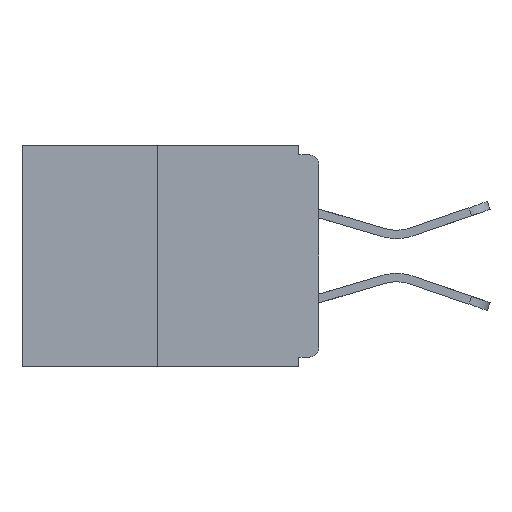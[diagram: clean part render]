
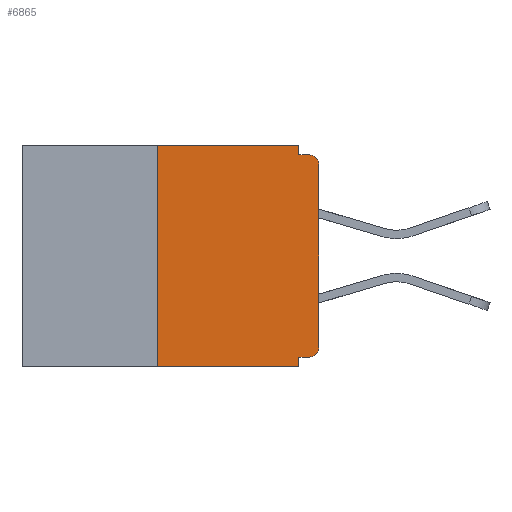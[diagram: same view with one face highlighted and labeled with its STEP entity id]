
A CAD part, left-side view. The second image highlights one B-rep face of the part: STEP entity #6865.
In plain terms, the highlighted planar face has unit normal (-1, 0, 0).
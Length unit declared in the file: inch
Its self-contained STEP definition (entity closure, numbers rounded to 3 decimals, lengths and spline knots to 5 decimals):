
#58 = VECTOR ( 'NONE', #2789, 39.37008 ) ;
#262 = AXIS2_PLACEMENT_3D ( 'NONE', #6554, #10209, #8596 ) ;
#276 = LINE ( 'NONE', #3924, #11244 ) ;
#338 = DIRECTION ( 'NONE',  ( 0., -1., 0. ) ) ;
#398 = ORIENTED_EDGE ( 'NONE', *, *, #5398, .F. ) ;
#491 = CARTESIAN_POINT ( 'NONE',  ( 0., 0.25, 0. ) ) ;
#668 = EDGE_CURVE ( 'NONE', #923, #3456, #8742, .T. ) ;
#678 = EDGE_CURVE ( 'NONE', #7968, #8547, #5390, .T. ) ;
#876 = CARTESIAN_POINT ( 'NONE',  ( 0., 0.25, 0. ) ) ;
#923 = VERTEX_POINT ( 'NONE', #1311 ) ;
#1137 = EDGE_CURVE ( 'NONE', #923, #11165, #4592, .T. ) ;
#1254 = CARTESIAN_POINT ( 'NONE',  ( 0., 0., 0. ) ) ;
#1262 = VERTEX_POINT ( 'NONE', #3888 ) ;
#1311 = CARTESIAN_POINT ( 'NONE',  ( 0., 0.25, -0.343 ) ) ;
#1512 = ORIENTED_EDGE ( 'NONE', *, *, #4792, .T. ) ;
#1531 = ORIENTED_EDGE ( 'NONE', *, *, #1137, .T. ) ;
#1542 = ORIENTED_EDGE ( 'NONE', *, *, #4828, .F. ) ;
#1659 = ORIENTED_EDGE ( 'NONE', *, *, #4166, .T. ) ;
#1661 = CARTESIAN_POINT ( 'NONE',  ( 0., 0.031, 0. ) ) ;
#1781 = ORIENTED_EDGE ( 'NONE', *, *, #5731, .F. ) ;
#2028 = LINE ( 'NONE', #1254, #9856 ) ;
#2140 = LINE ( 'NONE', #8422, #10821 ) ;
#2207 = CARTESIAN_POINT ( 'NONE',  ( 0., 0., -0.03 ) ) ;
#2412 = DIRECTION ( 'NONE',  ( 0., 0., -1. ) ) ;
#2498 = ORIENTED_EDGE ( 'NONE', *, *, #6111, .T. ) ;
#2526 = PLANE ( 'NONE',  #6958 ) ;
#2539 = VECTOR ( 'NONE', #4808, 39.37008 ) ;
#2789 = DIRECTION ( 'NONE',  ( 0., -1., 0. ) ) ;
#2812 = DIRECTION ( 'NONE',  ( -1., 0., 0. ) ) ;
#3126 = VECTOR ( 'NONE', #8193, 39.37008 ) ;
#3277 = EDGE_CURVE ( 'NONE', #6893, #9079, #276, .T. ) ;
#3426 = FACE_OUTER_BOUND ( 'NONE', #4560, .T. ) ;
#3456 = VERTEX_POINT ( 'NONE', #876 ) ;
#3678 = CARTESIAN_POINT ( 'NONE',  ( 0., 0.46, -0.343 ) ) ;
#3681 = VECTOR ( 'NONE', #4149, 39.37008 ) ;
#3870 = VECTOR ( 'NONE', #2412, 39.37008 ) ;
#3888 = CARTESIAN_POINT ( 'NONE',  ( 0., 0., -0.313 ) ) ;
#3924 = CARTESIAN_POINT ( 'NONE',  ( 0., 0.031, 0. ) ) ;
#3998 = CARTESIAN_POINT ( 'NONE',  ( 0., 0.031, -0.328 ) ) ;
#4149 = DIRECTION ( 'NONE',  ( 0., 0., 1. ) ) ;
#4166 = EDGE_CURVE ( 'NONE', #7968, #1262, #4892, .T. ) ;
#4237 = VERTEX_POINT ( 'NONE', #7291 ) ;
#4327 = LINE ( 'NONE', #10838, #3870 ) ;
#4379 = CARTESIAN_POINT ( 'NONE',  ( 0., 0., -0.328 ) ) ;
#4560 = EDGE_LOOP ( 'NONE', ( #1781, #5416, #1531, #398, #6598, #1659, #1512, #2498, #1542, #7323 ) ) ;
#4592 = LINE ( 'NONE', #3678, #58 ) ;
#4792 = EDGE_CURVE ( 'NONE', #1262, #4899, #2028, .T. ) ;
#4808 = DIRECTION ( 'NONE',  ( 0., -1., 0. ) ) ;
#4828 = EDGE_CURVE ( 'NONE', #9079, #4237, #2140, .T. ) ;
#4892 = CIRCLE ( 'NONE', #7788, 0.015 ) ;
#4899 = VERTEX_POINT ( 'NONE', #2207 ) ;
#4970 = DIRECTION ( 'NONE',  ( 0., 0., -1. ) ) ;
#5252 = CARTESIAN_POINT ( 'NONE',  ( 0., 0.031, -0.015 ) ) ;
#5390 = LINE ( 'NONE', #4379, #3126 ) ;
#5398 = EDGE_CURVE ( 'NONE', #8547, #11165, #4327, .T. ) ;
#5416 = ORIENTED_EDGE ( 'NONE', *, *, #668, .F. ) ;
#5638 = CIRCLE ( 'NONE', #262, 0.015 ) ;
#5731 = EDGE_CURVE ( 'NONE', #3456, #6893, #8614, .T. ) ;
#6111 = EDGE_CURVE ( 'NONE', #4899, #4237, #5638, .T. ) ;
#6554 = CARTESIAN_POINT ( 'NONE',  ( 0., 0.015, -0.03 ) ) ;
#6598 = ORIENTED_EDGE ( 'NONE', *, *, #678, .F. ) ;
#6865 = ADVANCED_FACE ( 'NONE', ( #3426 ), #2526, .F. ) ;
#6893 = VERTEX_POINT ( 'NONE', #1661 ) ;
#6958 = AXIS2_PLACEMENT_3D ( 'NONE', #7133, #7020, #7085 ) ;
#7020 = DIRECTION ( 'NONE',  ( 1., 0., 0. ) ) ;
#7085 = DIRECTION ( 'NONE',  ( 0., 0., -1. ) ) ;
#7133 = CARTESIAN_POINT ( 'NONE',  ( 0., 0.46, 0. ) ) ;
#7291 = CARTESIAN_POINT ( 'NONE',  ( 0., 0.015, -0.015 ) ) ;
#7323 = ORIENTED_EDGE ( 'NONE', *, *, #3277, .F. ) ;
#7788 = AXIS2_PLACEMENT_3D ( 'NONE', #11882, #2812, #10953 ) ;
#7968 = VERTEX_POINT ( 'NONE', #11489 ) ;
#8099 = CARTESIAN_POINT ( 'NONE',  ( 0., 0.031, -0.343 ) ) ;
#8193 = DIRECTION ( 'NONE',  ( 0., 1., 0. ) ) ;
#8422 = CARTESIAN_POINT ( 'NONE',  ( 0., 0., -0.015 ) ) ;
#8547 = VERTEX_POINT ( 'NONE', #3998 ) ;
#8596 = DIRECTION ( 'NONE',  ( 0., 0., -1. ) ) ;
#8614 = LINE ( 'NONE', #9393, #2539 ) ;
#8742 = LINE ( 'NONE', #491, #3681 ) ;
#9079 = VERTEX_POINT ( 'NONE', #5252 ) ;
#9393 = CARTESIAN_POINT ( 'NONE',  ( 0., 0.46, 0. ) ) ;
#9856 = VECTOR ( 'NONE', #11136, 39.37008 ) ;
#10209 = DIRECTION ( 'NONE',  ( -1., 0., 0. ) ) ;
#10821 = VECTOR ( 'NONE', #338, 39.37008 ) ;
#10838 = CARTESIAN_POINT ( 'NONE',  ( 0., 0.031, -0.343 ) ) ;
#10953 = DIRECTION ( 'NONE',  ( 0., 0., -1. ) ) ;
#11136 = DIRECTION ( 'NONE',  ( 0., 0., 1. ) ) ;
#11165 = VERTEX_POINT ( 'NONE', #8099 ) ;
#11244 = VECTOR ( 'NONE', #4970, 39.37008 ) ;
#11489 = CARTESIAN_POINT ( 'NONE',  ( 0., 0.015, -0.328 ) ) ;
#11882 = CARTESIAN_POINT ( 'NONE',  ( 0., 0.015, -0.313 ) ) ;
